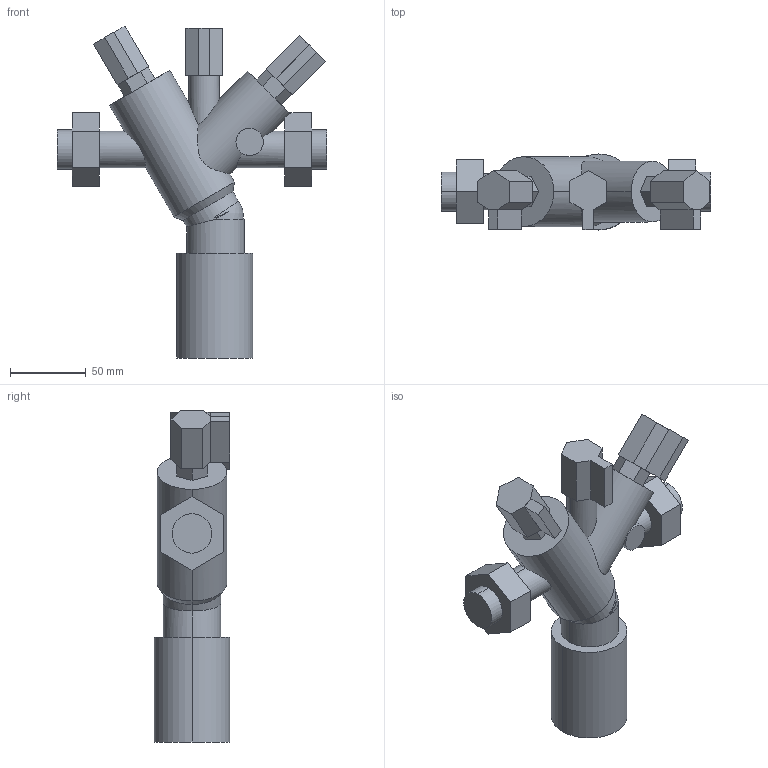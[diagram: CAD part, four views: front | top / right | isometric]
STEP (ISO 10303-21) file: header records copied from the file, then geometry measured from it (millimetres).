
FILE_DESCRIPTION(('no description'),'unknown implementation level');
FILE_NAME('VDI3805_BA295I-3_4A_3D.stp',' ',('pit-cup GmbH'),('ccLab - KiM Gmbh - www.kimweb.de'),'unknown preprocess','ACIS','unknown authorization');
FILE_SCHEMA(('automotive_design'));
Length unit declared in the file: millimetre
Products named in the file (1): 1
Bounding box: 178 x 50 x 218.88 mm (x, y, z)
Volume: 545236.5 mm3; surface area: 68282.6 mm2
Topology: 1 solids, 1 shells, 113 faces, 300 edges, 197 vertices
Faces by surface type: plane 83, cylinder 26, sphere 2, cone 2
Entity records: 10957 total; most frequent: CARTESIAN_POINT 4720, STYLED_ITEM 611, PRESENTATION_STYLE_ASSIGNMENT 611, COLOUR_RGB 611, ORIENTED_EDGE 600, DIRECTION 564, EDGE_CURVE 300, CURVE_STYLE 300
